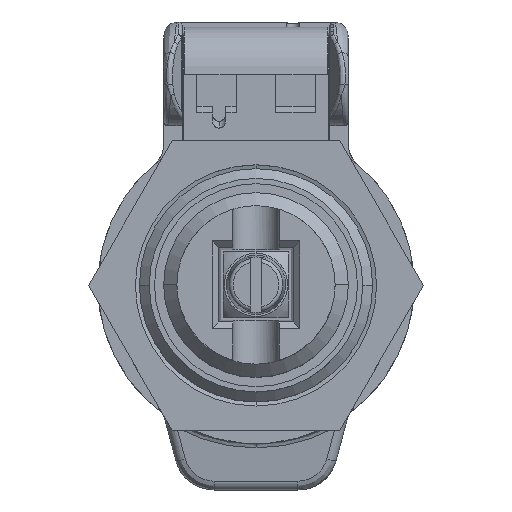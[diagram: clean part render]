
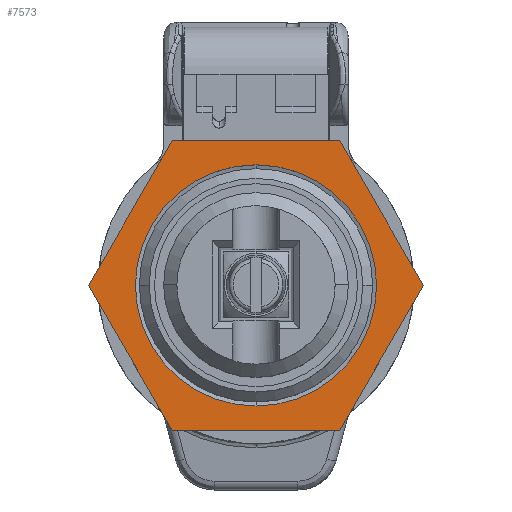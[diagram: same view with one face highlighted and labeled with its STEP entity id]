
A CAD part, top view. The second image highlights one B-rep face of the part: STEP entity #7573.
In plain terms, the highlighted planar face has unit normal (0, 0, 1).
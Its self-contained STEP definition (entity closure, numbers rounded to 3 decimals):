
#1912=DIRECTION('',(-0.5,-0.866,0.));
#1913=VECTOR('',#1912,12.702);
#1914=CARTESIAN_POINT('',(12.702,0.,-29.2));
#1915=LINE('',#1914,#1913);
#1916=DIRECTION('',(-1.,0.,0.));
#1917=VECTOR('',#1916,12.702);
#1918=CARTESIAN_POINT('',(6.351,-11.,-29.2));
#1919=LINE('',#1918,#1917);
#1920=DIRECTION('',(-0.5,0.866,0.));
#1921=VECTOR('',#1920,12.702);
#1922=CARTESIAN_POINT('',(-6.351,-11.,-29.2));
#1923=LINE('',#1922,#1921);
#1924=DIRECTION('',(0.5,0.866,0.));
#1925=VECTOR('',#1924,12.702);
#1926=CARTESIAN_POINT('',(-12.702,0.,-29.2));
#1927=LINE('',#1926,#1925);
#1928=DIRECTION('',(1.,0.,0.));
#1929=VECTOR('',#1928,12.702);
#1930=CARTESIAN_POINT('',(-6.351,11.,-29.2));
#1931=LINE('',#1930,#1929);
#1932=DIRECTION('',(0.5,-0.866,0.));
#1933=VECTOR('',#1932,12.702);
#1934=CARTESIAN_POINT('',(6.351,11.,-29.2));
#1935=LINE('',#1934,#1933);
#1936=CARTESIAN_POINT('',(0.,0.,-29.2));
#1937=DIRECTION('',(0.,0.,-1.));
#1938=DIRECTION('',(0.,-1.,0.));
#1939=AXIS2_PLACEMENT_3D('',#1936,#1937,#1938);
#1941=CARTESIAN_POINT('',(0.,0.,-29.2));
#1942=DIRECTION('',(0.,0.,-1.));
#1943=DIRECTION('',(0.,1.,0.));
#1944=AXIS2_PLACEMENT_3D('',#1941,#1942,#1943);
#3659=CARTESIAN_POINT('',(12.702,0.,-29.2));
#3660=CARTESIAN_POINT('',(6.351,-11.,-29.2));
#3661=VERTEX_POINT('',#3659);
#3662=VERTEX_POINT('',#3660);
#3663=CARTESIAN_POINT('',(-6.351,-11.,-29.2));
#3664=VERTEX_POINT('',#3663);
#3665=CARTESIAN_POINT('',(-12.702,0.,-29.2));
#3666=VERTEX_POINT('',#3665);
#3667=CARTESIAN_POINT('',(-6.351,11.,-29.2));
#3668=VERTEX_POINT('',#3667);
#3669=CARTESIAN_POINT('',(6.351,11.,-29.2));
#3670=VERTEX_POINT('',#3669);
#3701=CARTESIAN_POINT('',(0.,-9.15,-29.2));
#3702=CARTESIAN_POINT('',(0.,9.15,-29.2));
#3703=VERTEX_POINT('',#3701);
#3704=VERTEX_POINT('',#3702);
#7554=CARTESIAN_POINT('',(0.,0.,-29.2));
#7555=DIRECTION('',(0.,0.,-1.));
#7556=DIRECTION('',(0.,1.,0.));
#7557=AXIS2_PLACEMENT_3D('',#7554,#7555,#7556);
#7558=PLANE('',#7557);
#7559=ORIENTED_EDGE('',*,*,#7402,.T.);
#7560=ORIENTED_EDGE('',*,*,#7432,.T.);
#7561=ORIENTED_EDGE('',*,*,#7461,.T.);
#7562=ORIENTED_EDGE('',*,*,#7490,.T.);
#7563=ORIENTED_EDGE('',*,*,#7519,.T.);
#7564=ORIENTED_EDGE('',*,*,#7546,.T.);
#7565=EDGE_LOOP('',(#7559,#7560,#7561,#7562,#7563,#7564));
#7566=FACE_OUTER_BOUND('',#7565,.F.);
#7568=ORIENTED_EDGE('',*,*,#7567,.F.);
#7570=ORIENTED_EDGE('',*,*,#7569,.F.);
#7571=EDGE_LOOP('',(#7568,#7570));
#7572=FACE_BOUND('',#7571,.F.);
#7573=ADVANCED_FACE('',(#7566,#7572),#7558,.F.);
#1940=CIRCLE('',#1939,9.15);
#1945=CIRCLE('',#1944,9.15);
#7402=EDGE_CURVE('',#3661,#3662,#1915,.T.);
#7432=EDGE_CURVE('',#3662,#3664,#1919,.T.);
#7461=EDGE_CURVE('',#3664,#3666,#1923,.T.);
#7490=EDGE_CURVE('',#3666,#3668,#1927,.T.);
#7519=EDGE_CURVE('',#3668,#3670,#1931,.T.);
#7546=EDGE_CURVE('',#3670,#3661,#1935,.T.);
#7567=EDGE_CURVE('',#3703,#3704,#1940,.T.);
#7569=EDGE_CURVE('',#3704,#3703,#1945,.T.);
